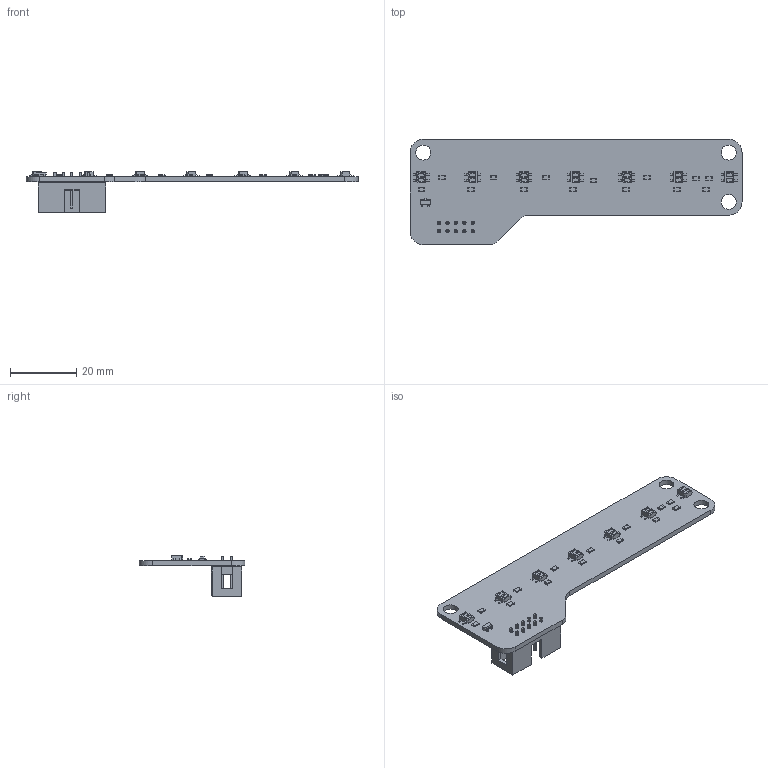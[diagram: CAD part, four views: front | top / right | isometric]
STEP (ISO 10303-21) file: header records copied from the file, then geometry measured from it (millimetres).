
FILE_DESCRIPTION(('KiCad electronic assembly'),'2;1');
FILE_NAME('BatteryCo-Reader.step','2024-12-21T15:34:04',('Pcbnew'),( 'Kicad'),'Open CASCADE STEP processor 7.8','KiCad to STEP converter' ,'Unknown');
FILE_SCHEMA(('AUTOMOTIVE_DESIGN { 1 0 10303 214 1 1 1 1 }'));
Length unit declared in the file: millimetre
Products named in the file (10): BatteryCo-Reader 1; R_0805_2012Metric; OnSemi_CASE100CY; SOT-23; SOT_23; IDC-Header_2x05_P2.54mm_Vertical; IDC_Header_2x05_P254mm_Vertical; BatteryCo-Reader_PCB
Assembly tree (28 placements, depth 3):
  BatteryCo-Reader 1
    R_0805_2012Metric  x14
      R_0805_2012Metric
    OnSemi_CASE100CY  x7
      OnSemi_CASE100CY
    SOT-23
      SOT_23
    IDC-Header_2x05_P2.54mm_Vertical
      IDC_Header_2x05_P254mm_Vertical
    BatteryCo-Reader_PCB
Bounding box: 100 x 31.75 x 12.25 mm (x, y, z)
Volume: 4872.4 mm3; surface area: 7258.6 mm2
Topology: 24 solids, 24 shells, 1130 faces, 2819 edges, 1801 vertices
Faces by surface type: plane 951, cylinder 152, bspline 27
Full cylindrical faces by diameter (mm): 1 x16, 4.5 x3
Entity records: 14806 total; most frequent: CARTESIAN_POINT 2178, ORIENTED_EDGE 1998, DIRECTION 1901, EDGE_CURVE 999, LINE 865, VECTOR 865, VERTEX_POINT 623, AXIS2_PLACEMENT_3D 518
